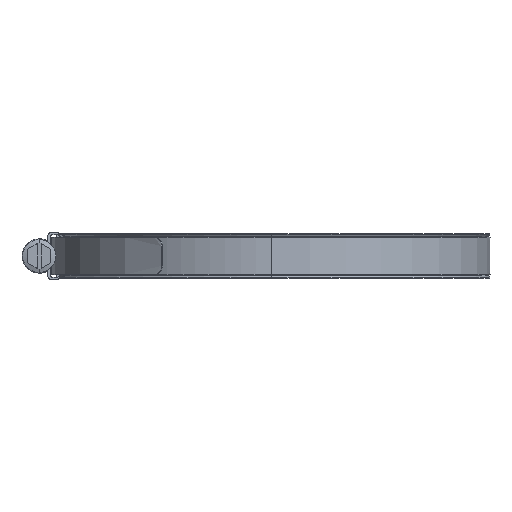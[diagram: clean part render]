
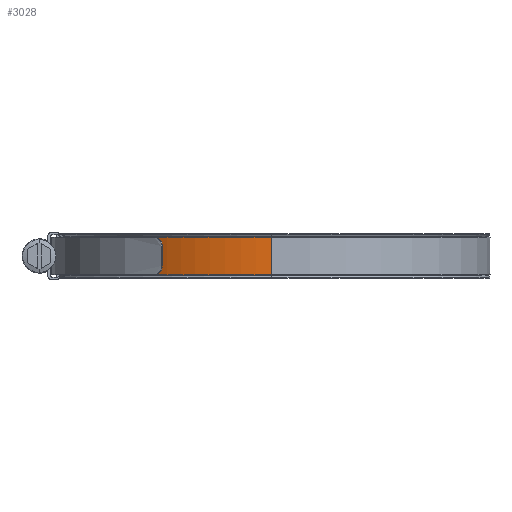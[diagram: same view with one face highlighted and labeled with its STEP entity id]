
A CAD part, left-side view. The second image highlights one B-rep face of the part: STEP entity #3028.
In plain terms, the highlighted cylindrical face has radius 74.53 mm (diameter 149.06 mm), a partial arc.
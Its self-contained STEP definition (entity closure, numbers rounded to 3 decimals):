
#103 = EDGE_CURVE ( 'NONE', #9533, #2558, #1177, .T. ) ;
#160 = CARTESIAN_POINT ( 'NONE',  ( 0., 0., -6.35 ) ) ;
#574 = FACE_OUTER_BOUND ( 'NONE', #3406, .T. ) ;
#779 = CARTESIAN_POINT ( 'NONE',  ( 0., 0., 6.35 ) ) ;
#1177 = LINE ( 'NONE', #8650, #10848 ) ;
#1238 = DIRECTION ( 'NONE',  ( 0., 0., -1. ) ) ;
#2317 = CIRCLE ( 'NONE', #9910, 74.53 ) ;
#2558 = VERTEX_POINT ( 'NONE', #5912 ) ;
#3028 = ADVANCED_FACE ( 'NONE', ( #574 ), #4840, .T. ) ;
#3406 = EDGE_LOOP ( 'NONE', ( #6674, #11609, #7622, #11526 ) ) ;
#3785 = DIRECTION ( 'NONE',  ( 0., 0., -1. ) ) ;
#3998 = DIRECTION ( 'NONE',  ( -1., 0., 0. ) ) ;
#4309 = AXIS2_PLACEMENT_3D ( 'NONE', #10411, #9213, #8233 ) ;
#4557 = DIRECTION ( 'NONE',  ( 1., 0., 0. ) ) ;
#4840 = CYLINDRICAL_SURFACE ( 'NONE', #9945, 74.53 ) ;
#4890 = LINE ( 'NONE', #11017, #8605 ) ;
#5646 = CIRCLE ( 'NONE', #4309, 74.53 ) ;
#5912 = CARTESIAN_POINT ( 'NONE',  ( -74.53, 0., -6.35 ) ) ;
#6556 = VERTEX_POINT ( 'NONE', #13567 ) ;
#6674 = ORIENTED_EDGE ( 'NONE', *, *, #103, .F. ) ;
#7622 = ORIENTED_EDGE ( 'NONE', *, *, #13679, .T. ) ;
#8233 = DIRECTION ( 'NONE',  ( 1., 0., 0. ) ) ;
#8605 = VECTOR ( 'NONE', #10197, 1000. ) ;
#8650 = CARTESIAN_POINT ( 'NONE',  ( -74.53, 0., 6.35 ) ) ;
#8691 = DIRECTION ( 'NONE',  ( 0., 0., 1. ) ) ;
#9213 = DIRECTION ( 'NONE',  ( 0., 0., 1. ) ) ;
#9244 = CARTESIAN_POINT ( 'NONE',  ( 0., 74.53, -6.35 ) ) ;
#9533 = VERTEX_POINT ( 'NONE', #9576 ) ;
#9576 = CARTESIAN_POINT ( 'NONE',  ( -74.53, 0., 6.35 ) ) ;
#9910 = AXIS2_PLACEMENT_3D ( 'NONE', #160, #8691, #4557 ) ;
#9945 = AXIS2_PLACEMENT_3D ( 'NONE', #779, #3785, #3998 ) ;
#10197 = DIRECTION ( 'NONE',  ( 0., 0., -1. ) ) ;
#10411 = CARTESIAN_POINT ( 'NONE',  ( 0., 0., 6.35 ) ) ;
#10848 = VECTOR ( 'NONE', #1238, 1000. ) ;
#11017 = CARTESIAN_POINT ( 'NONE',  ( 0., 74.53, 6.35 ) ) ;
#11526 = ORIENTED_EDGE ( 'NONE', *, *, #12630, .T. ) ;
#11609 = ORIENTED_EDGE ( 'NONE', *, *, #12217, .F. ) ;
#12217 = EDGE_CURVE ( 'NONE', #6556, #9533, #5646, .T. ) ;
#12630 = EDGE_CURVE ( 'NONE', #12934, #2558, #2317, .T. ) ;
#12934 = VERTEX_POINT ( 'NONE', #9244 ) ;
#13567 = CARTESIAN_POINT ( 'NONE',  ( 0., 74.53, 6.35 ) ) ;
#13679 = EDGE_CURVE ( 'NONE', #6556, #12934, #4890, .T. ) ;
